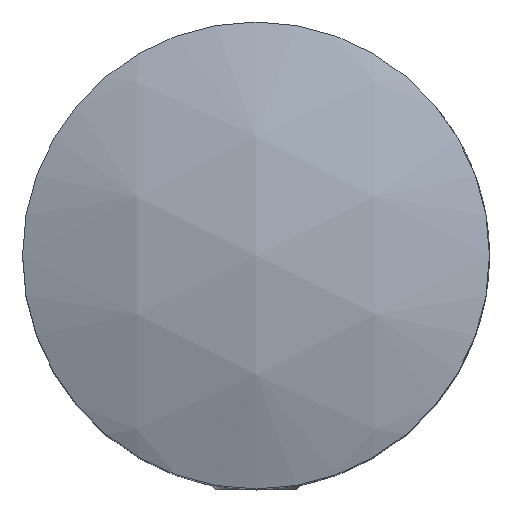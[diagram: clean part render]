
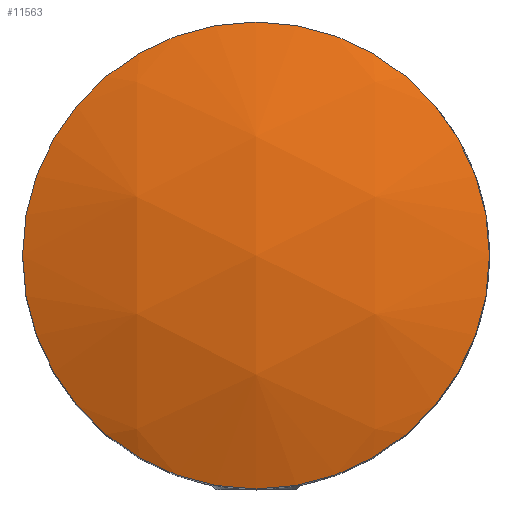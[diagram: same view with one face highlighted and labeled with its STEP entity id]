
A CAD part, top view. The second image highlights one B-rep face of the part: STEP entity #11563.
In plain terms, the highlighted spherical face has radius 28 mm.
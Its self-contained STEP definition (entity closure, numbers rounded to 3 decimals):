
#2856 = CIRCLE ( 'NONE', #8015, 11. ) ;
#4544 = FACE_OUTER_BOUND ( 'NONE', #12129, .T. ) ;
#4731 = CARTESIAN_POINT ( 'NONE',  ( 0., 0., -2. ) ) ;
#5667 = VERTEX_POINT ( 'NONE', #21984 ) ;
#6598 = DIRECTION ( 'NONE',  ( 1., 0., 0. ) ) ;
#6670 = DIRECTION ( 'NONE',  ( 0., 0., 1. ) ) ;
#8015 = AXIS2_PLACEMENT_3D ( 'NONE', #15508, #6670, #6598 ) ;
#8395 = DIRECTION ( 'NONE',  ( -1., 0., 0. ) ) ;
#8877 = ORIENTED_EDGE ( 'NONE', *, *, #20134, .T. ) ;
#11560 = AXIS2_PLACEMENT_3D ( 'NONE', #4731, #8395, #11761 ) ;
#11563 = ADVANCED_FACE ( 'NONE', ( #4544 ), #19061, .T. ) ;
#11761 = DIRECTION ( 'NONE',  ( 0., 1., 0. ) ) ;
#12129 = EDGE_LOOP ( 'NONE', ( #8877 ) ) ;
#15508 = CARTESIAN_POINT ( 'NONE',  ( 0., 0., 23.749 ) ) ;
#19061 = SPHERICAL_SURFACE ( 'NONE', #11560, 28. ) ;
#20134 = EDGE_CURVE ( 'NONE', #5667, #5667, #2856, .T. ) ;
#21984 = CARTESIAN_POINT ( 'NONE',  ( 11., 0., 23.749 ) ) ;
